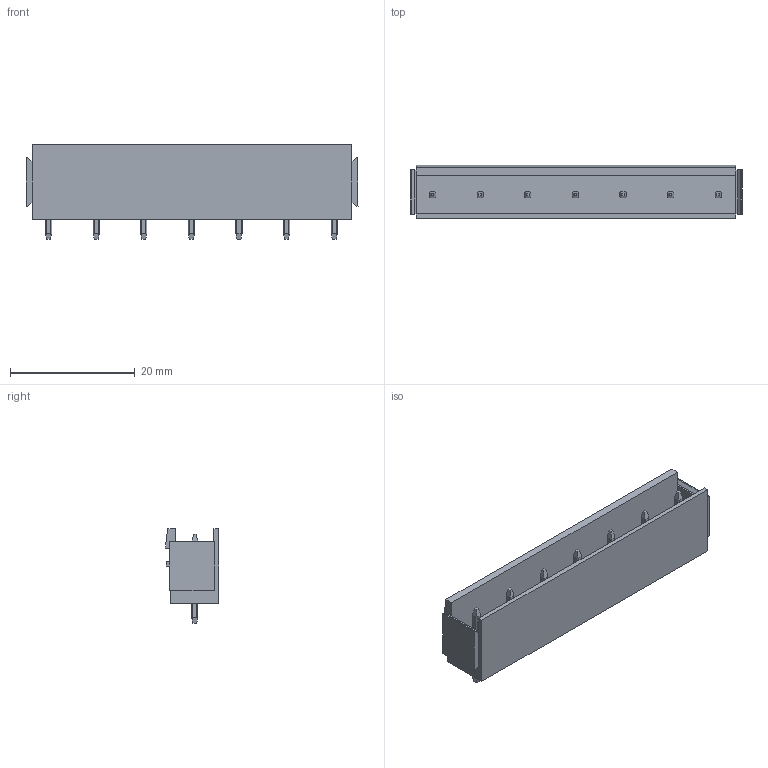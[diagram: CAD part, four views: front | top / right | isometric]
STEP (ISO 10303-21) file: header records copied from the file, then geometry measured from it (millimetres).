
FILE_DESCRIPTION(('CATIA V5 STEP','CAx-IF Rec.Pracs.--- Model Styling and Organization---1.2---2011-12-15'),'2;1');
FILE_NAME ('D1453736_0_1625300000_1625300000.stp','2018-11-12T03:28:06+00:00',('none'),('Weidmueller'),'CATIA Version 5-6 Release 2014','CATIA V5 STEP AP214','none');
FILE_SCHEMA(('AUTOMOTIVE_DESIGN { 1 0 10303 214 1 1 1 1 }'));
Length unit declared in the file: millimetre
Products named in the file (1): 1625300000
Bounding box: 53.14 x 8.5 x 15.2 mm (x, y, z)
Volume: 2361.5 mm3; surface area: 3751.9 mm2
Topology: 8 solids, 8 shells, 229 faces, 627 edges, 414 vertices
Faces by surface type: plane 171, cylinder 58
Entity records: 6676 total; most frequent: CARTESIAN_POINT 1560, ORIENTED_EDGE 1254, DIRECTION 711, EDGE_CURVE 627, VERTEX_POINT 414, VECTOR 395, LINE 395, EDGE_LOOP 243
